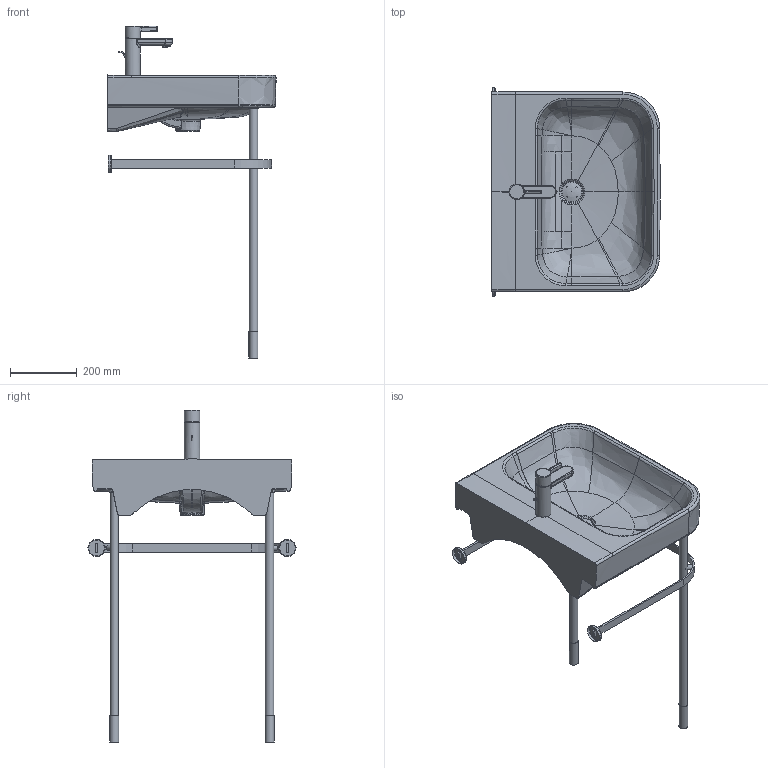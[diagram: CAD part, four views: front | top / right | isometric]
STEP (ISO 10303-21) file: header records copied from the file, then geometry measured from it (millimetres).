
FILE_DESCRIPTION((''),'2;1');
FILE_NAME('231860_003028.stp','2016-06-06T21:13:12',('Administrator'),(''),'Autodesk Inventor 2011','Autodesk Inventor 2011','');
FILE_SCHEMA(('CONFIG_CONTROL_DESIGN'));
Length unit declared in the file: millimetre
Products named in the file (15): 231860_003028; 231860; 003028; Rohr; Profil 003028; Bolzen; Rosette; Armatur Waschtisch; Fassung Sieb; Griff; Gehäuse; Hebel_Ventil; Gleitring; Kelch; Stopfen
Assembly tree (17 placements, depth 3):
  231860_003028
    231860
    003028
      Rohr  x2
      Profil 003028
      Bolzen  x2
      Rosette  x2
    Armatur Waschtisch
      Fassung Sieb
      Griff
      Gehäuse
      Hebel_Ventil
      Gleitring
    Kelch
    Stopfen
Bounding box: 504.72 x 624.48 x 996.5 mm (x, y, z)
Volume: 14465349.7 mm3; surface area: 1332714.2 mm2
Topology: 14 solids, 16 shells, 533 faces, 1255 edges, 738 vertices
Faces by surface type: bspline 261, plane 121, cylinder 100, torus 31, sphere 15, cone 5
Full cylindrical faces by diameter (mm): 4 x2, 15 x2, 20.15 x1, 21.15 x1, 23.15 x1, 25 x3, 27 x2, 30 x2, 35 x1, 42 x1, 44 x1, 46 x2, 49 x1, 49.5 x2, 51.5 x2, 60 x1
Entity records: 50230 total; most frequent: CARTESIAN_POINT 39427, ORIENTED_EDGE 2280, DIRECTION 1616, EDGE_CURVE 1142, VERTEX_POINT 694, AXIS2_PLACEMENT_3D 659, EDGE_LOOP 572, FACE_OUTER_BOUND 506
